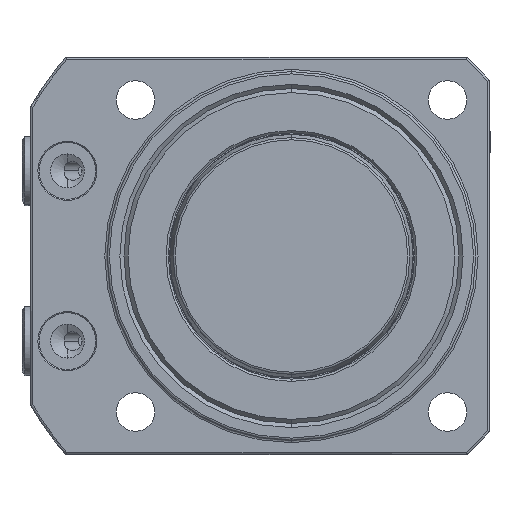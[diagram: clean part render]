
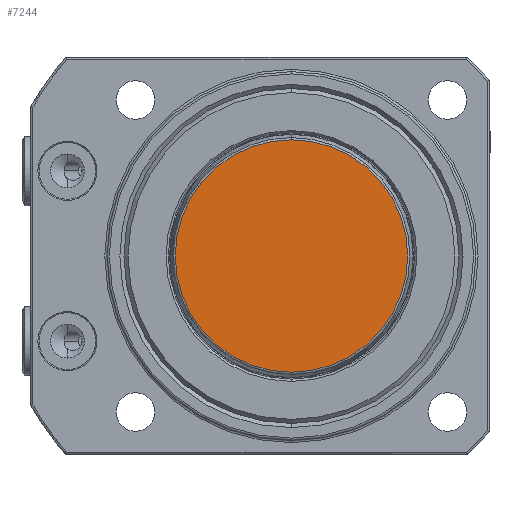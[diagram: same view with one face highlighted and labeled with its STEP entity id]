
A CAD part, front view. The second image highlights one B-rep face of the part: STEP entity #7244.
In plain terms, the highlighted planar face has unit normal (0, -1, 0).
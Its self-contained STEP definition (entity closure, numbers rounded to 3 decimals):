
#24 = AXIS2_PLACEMENT_3D ( 'NONE', #5418, #5419, #5420 ) ;
#32 = AXIS2_PLACEMENT_3D ( 'NONE', #5448, #5449, #5450 ) ;
#210 = AXIS2_PLACEMENT_3D ( 'NONE', #6463, #6464, #6465 ) ;
#216 = FACE_OUTER_BOUND ( 'NONE', #7773, .T. ) ;
#945 = CIRCLE ( 'NONE', #32, 20.492 ) ;
#967 = CIRCLE ( 'NONE', #24, 20.492 ) ;
#1583 = CARTESIAN_POINT ( 'NONE',  ( 0., 0., 20.492 ) ) ;
#1584 = CARTESIAN_POINT ( 'NONE',  ( 0., 0., -20.492 ) ) ;
#3653 = ORIENTED_EDGE ( 'NONE', *, *, #7357, .T. ) ;
#3655 = ORIENTED_EDGE ( 'NONE', *, *, #7367, .T. ) ;
#3937 = VERTEX_POINT ( 'NONE', #1583 ) ;
#3938 = VERTEX_POINT ( 'NONE', #1584 ) ;
#5418 = CARTESIAN_POINT ( 'NONE',  ( 0., 0., 0. ) ) ;
#5419 = DIRECTION ( 'NONE',  ( 0., -1., 0. ) ) ;
#5420 = DIRECTION ( 'NONE',  ( 0., 0., 1. ) ) ;
#5448 = CARTESIAN_POINT ( 'NONE',  ( 0., 0., 0. ) ) ;
#5449 = DIRECTION ( 'NONE',  ( 0., -1., 0. ) ) ;
#5450 = DIRECTION ( 'NONE',  ( 0., 0., 1. ) ) ;
#6462 = PLANE ( 'NONE',  #210 ) ;
#6463 = CARTESIAN_POINT ( 'NONE',  ( 20.772, 0., 0. ) ) ;
#6464 = DIRECTION ( 'NONE',  ( 0., 1., 0. ) ) ;
#6465 = DIRECTION ( 'NONE',  ( 0., 0., 1. ) ) ;
#7244 = ADVANCED_FACE ( 'NONE', ( #216 ), #6462, .F. ) ;
#7357 = EDGE_CURVE ( 'NONE', #3938, #3937, #967, .T. ) ;
#7367 = EDGE_CURVE ( 'NONE', #3937, #3938, #945, .T. ) ;
#7773 = EDGE_LOOP ( 'NONE', ( #3655, #3653 ) ) ;
